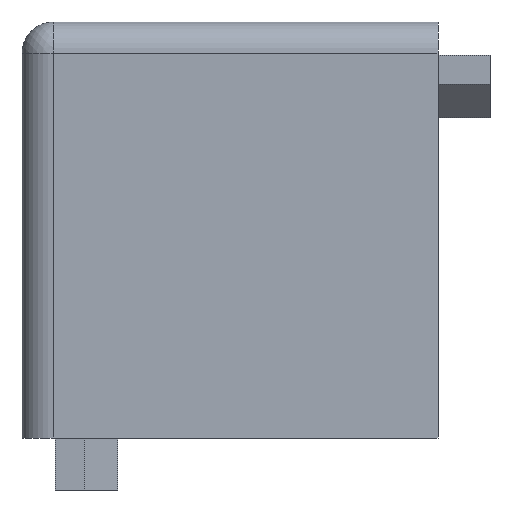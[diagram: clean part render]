
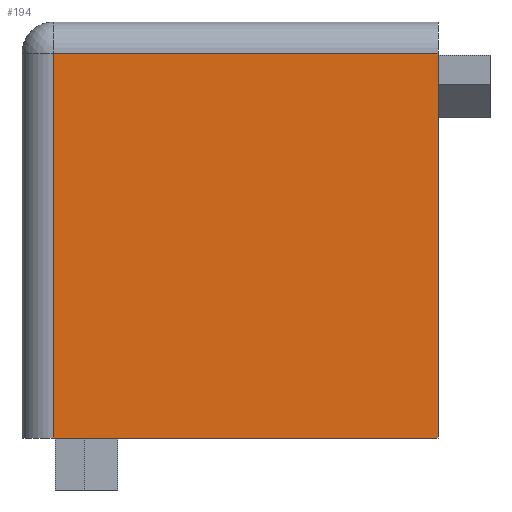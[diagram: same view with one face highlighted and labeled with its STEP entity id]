
A CAD part, front view. The second image highlights one B-rep face of the part: STEP entity #194.
In plain terms, the highlighted planar face has unit normal (0, -1, 0).
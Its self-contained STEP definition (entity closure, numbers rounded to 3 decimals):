
#194=ADVANCED_FACE('',(#395),#396,.F.);
#395=FACE_OUTER_BOUND('',#606,.T.);
#396=PLANE('',#607);
#606=EDGE_LOOP('',(#1087,#1088,#1089,#1090));
#607=AXIS2_PLACEMENT_3D('',#1091,#1092,#1093);
#1087=ORIENTED_EDGE('',*,*,#1394,.F.);
#1088=ORIENTED_EDGE('',*,*,#1412,.T.);
#1089=ORIENTED_EDGE('',*,*,#1413,.T.);
#1090=ORIENTED_EDGE('',*,*,#1414,.F.);
#1091=CARTESIAN_POINT('',(0.0,-10.0,10.0));
#1092=DIRECTION('',(0.0,1.0,0.0));
#1093=DIRECTION('',(0.0,0.0,1.0));
#1394=EDGE_CURVE('',#1695,#1662,#1697,.T.);
#1412=EDGE_CURVE('',#1695,#1717,#1718,.T.);
#1413=EDGE_CURVE('',#1717,#1719,#1720,.T.);
#1414=EDGE_CURVE('',#1662,#1719,#1721,.T.);
#1662=VERTEX_POINT('',#2169);
#1695=VERTEX_POINT('',#2215);
#1697=LINE('',#2217,#2218);
#1717=VERTEX_POINT('',#2246);
#1718=LINE('',#2247,#2248);
#1719=VERTEX_POINT('',#2249);
#1720=LINE('',#2250,#2251);
#1721=LINE('',#2252,#2253);
#2169=CARTESIAN_POINT('',(-8.5,-10.0,18.5));
#2215=CARTESIAN_POINT('',(-8.5,-10.0,0.0));
#2217=CARTESIAN_POINT('',(-8.5,-10.0,10.0));
#2218=VECTOR('',#2504,1.0);
#2246=CARTESIAN_POINT('',(10.0,-10.0,0.0));
#2247=CARTESIAN_POINT('',(0.0,-10.0,0.0));
#2248=VECTOR('',#2516,1.0);
#2249=CARTESIAN_POINT('',(10.0,-10.0,18.5));
#2250=CARTESIAN_POINT('',(10.0,-10.0,10.0));
#2251=VECTOR('',#2517,1.0);
#2252=CARTESIAN_POINT('',(0.0,-10.0,18.5));
#2253=VECTOR('',#2518,1.0);
#2504=DIRECTION('',(0.0,0.0,1.0));
#2516=DIRECTION('',(1.0,0.0,0.0));
#2517=DIRECTION('',(0.0,-0.0,1.0));
#2518=DIRECTION('',(1.0,0.0,0.0));
